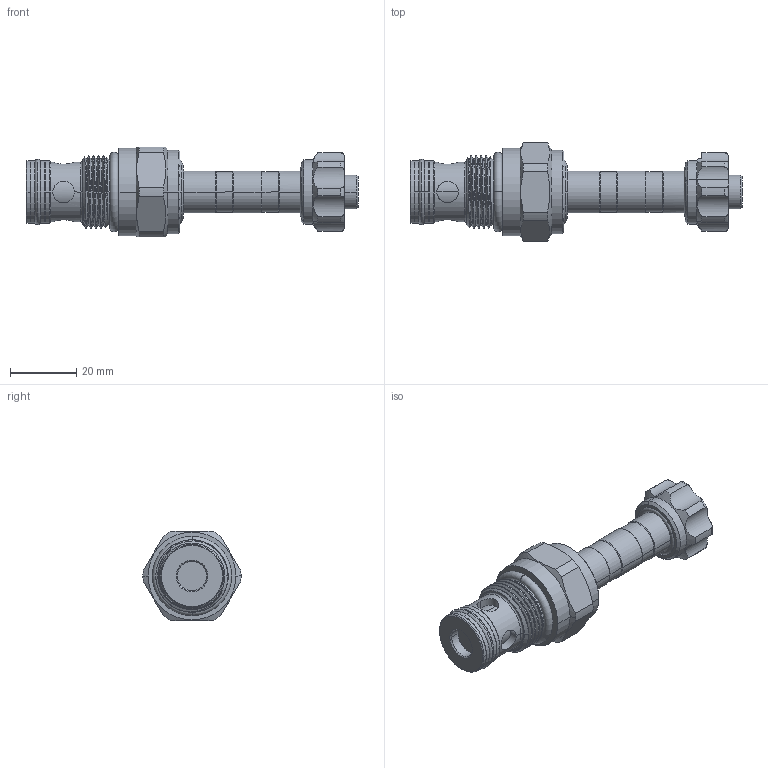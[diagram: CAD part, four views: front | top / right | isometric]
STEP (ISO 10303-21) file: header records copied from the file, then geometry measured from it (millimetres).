
FILE_DESCRIPTION (( 'STEP AP203' ), '1' );
FILE_NAME ('EP22M2A05M05.STEP', '2016-08-30T05:20:42', ( '' ), ( '' ), 'SwSTEP 2.0', 'SolidWorks 2012', '' );
FILE_SCHEMA (( 'CONFIG_CONTROL_DESIGN' ));
Length unit declared in the file: millimetre
Products named in the file (1): EP22M2A05M05
Bounding box: 100.15 x 29.6 x 27 mm (x, y, z)
Volume: 27671.1 mm3; surface area: 10629.5 mm2
Topology: 3 solids, 3 shells, 229 faces, 548 edges, 340 vertices
Faces by surface type: cylinder 121, cone 44, torus 30, plane 28, bspline 6
Entity records: 11658 total; most frequent: CARTESIAN_POINT 6368, DIRECTION 1118, ORIENTED_EDGE 1096, EDGE_CURVE 548, AXIS2_PLACEMENT_3D 476, VERTEX_POINT 340, CIRCLE 252, EDGE_LOOP 250
